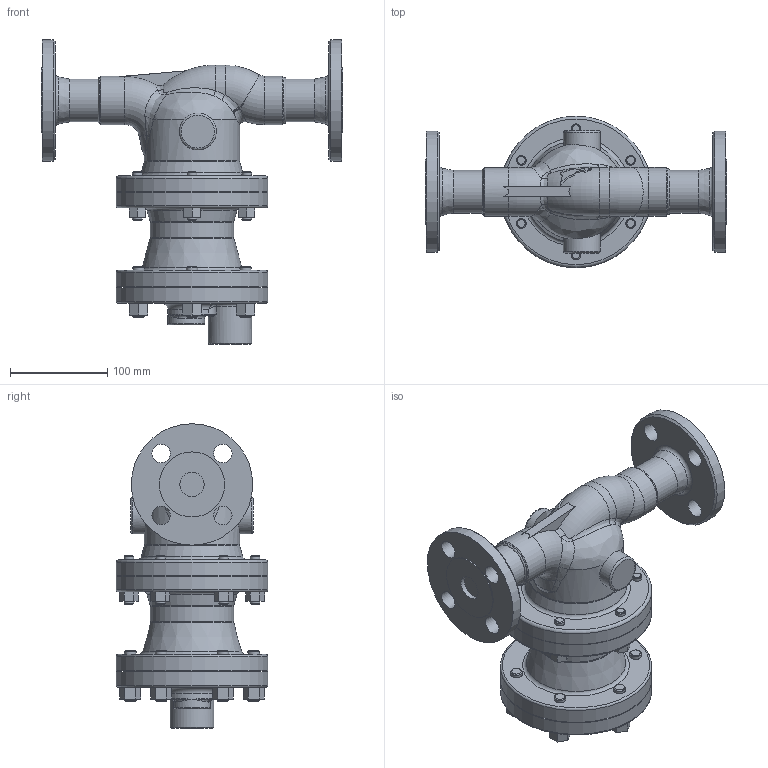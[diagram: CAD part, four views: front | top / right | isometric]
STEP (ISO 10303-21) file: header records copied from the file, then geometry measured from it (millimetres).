
FILE_DESCRIPTION((''),'2;1');
FILE_NAME('dc3sl-025-jis10-00.stp','2014-02-14T13:09:51',('akifuji'),(''),'Autodesk Inventor 2012','Autodesk Inventor 2012','');
FILE_SCHEMA(('AUTOMOTIVE_DESIGN { 1 0 10303 214 1 1 1 1 }'));
Length unit declared in the file: millimetre
Products named in the file (1): dc3sl-025-jis10-00
Bounding box: 310 x 156 x 313.5 mm (x, y, z)
Volume: 3211616.1 mm3; surface area: 283704.5 mm2
Topology: 1 solids, 1 shells, 329 faces, 766 edges, 482 vertices
Faces by surface type: plane 147, cylinder 76, bspline 40, cone 36, torus 30
Full cylindrical faces by diameter (mm): 10 x18, 12 x18, 17.475 x1, 19 x8, 25 x2, 38 x3, 44 x2, 45 x1, 50 x2, 67 x2, 85.962 x1, 92.1 x1, 98 x1, 112.2 x1, 125 x2, 156 x4
Entity records: 10297 total; most frequent: CARTESIAN_POINT 3560, DIRECTION 1318, ORIENTED_EDGE 1206, EDGE_CURVE 603, EDGE_LOOP 543, AXIS2_PLACEMENT_3D 541, VERTEX_POINT 450, FACE_OUTER_BOUND 329
